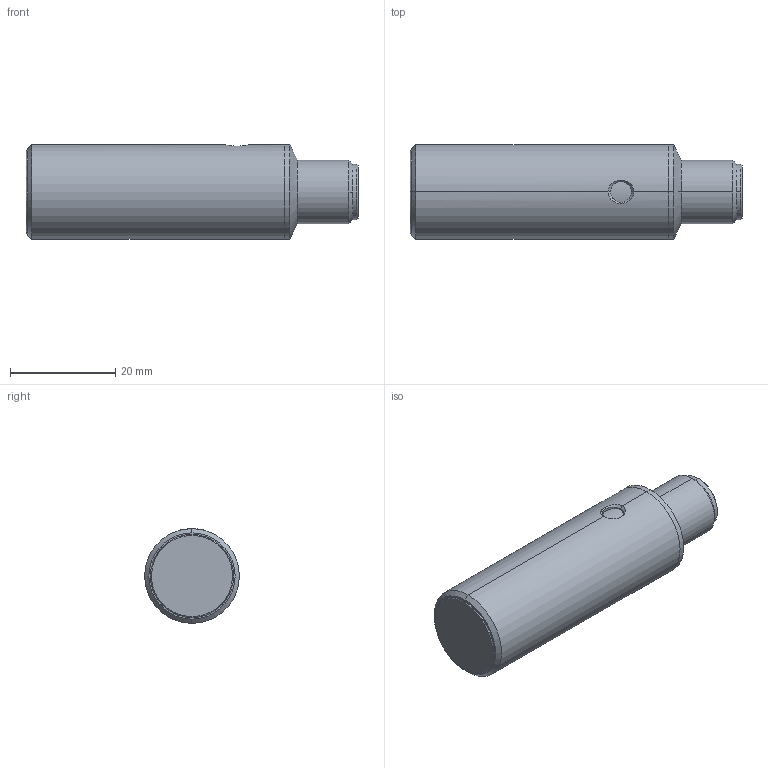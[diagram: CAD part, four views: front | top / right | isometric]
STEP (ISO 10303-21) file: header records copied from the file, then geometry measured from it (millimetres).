
FILE_DESCRIPTION (( 'STEP AP214' ), '1' );
FILE_NAME ('PFK1-BP-3H.step', '2018-04-12T20:31:56', ( '' ), ( '' ), 'SwSTEP 2.0', 'SolidWorks 2017', '' );
FILE_SCHEMA (( 'AUTOMOTIVE_DESIGN' ));
Length unit declared in the file: inch
Products named in the file (1): PFK1-BP-3H
Bounding box: 63.1 x 18 x 18 mm (x, y, z)
Volume: 13753.3 mm3; surface area: 6634.3 mm2
Topology: 4 solids, 4 shells, 69 faces, 157 edges, 96 vertices
Faces by surface type: cylinder 35, plane 12, cone 12, bspline 10
Entity records: 3105 total; most frequent: CARTESIAN_POINT 585, DIRECTION 359, ORIENTED_EDGE 298, AXIS2_PLACEMENT_3D 156, EDGE_CURVE 149, VERTEX_POINT 96, CIRCLE 96, EDGE_LOOP 77
